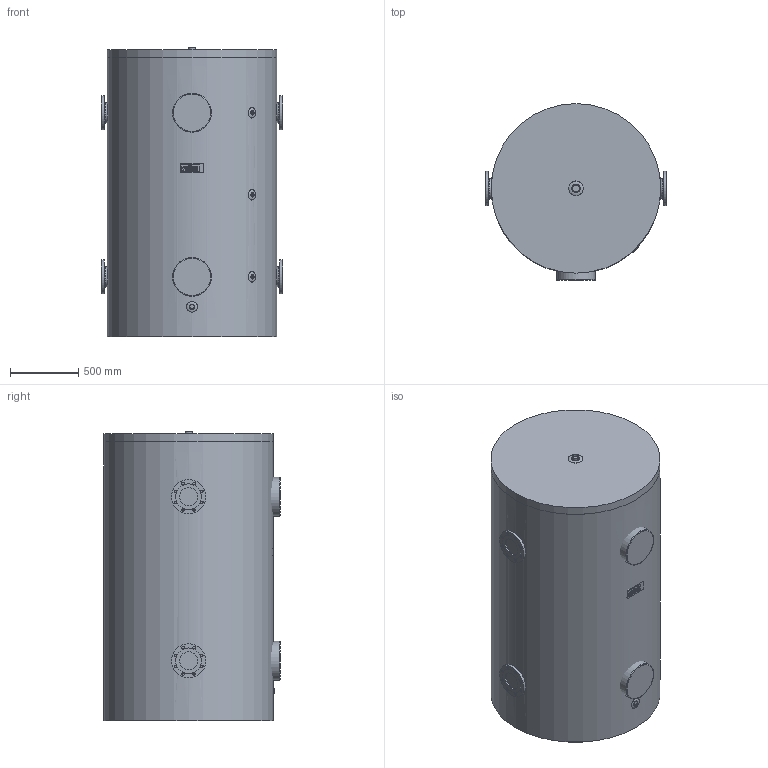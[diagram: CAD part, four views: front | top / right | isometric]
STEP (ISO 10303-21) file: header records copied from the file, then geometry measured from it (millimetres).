
FILE_DESCRIPTION(/* description */ (''),/* implementation_level */ '2;1');
FILE_NAME(/* name */ '3d_HF1500_R2_Csilver-7353800.stp',/* time_stamp */ '2021-12-15T12:03:41+01:00',/* author */ ('Andrzej'),/* organization */ (''),/* preprocessor_version */ 'ST-DEVELOPER v16.13',/* originating_system */ 'AutoCAD Mechanical',/* authorisation */ '');
FILE_SCHEMA (('AUTOMOTIVE_DESIGN { 1 0 10303 214 3 1 1 }'));
Length unit declared in the file: millimetre
Products named in the file (1): Product
Bounding box: 1324 x 1290 x 2119 mm (x, y, z)
Volume: 2373391124.8 mm3; surface area: 46245992.1 mm2
Topology: 30 solids, 50 shells, 807 faces, 1812 edges, 1195 vertices
Faces by surface type: plane 430, cylinder 259, torus 56, cone 35, sphere 15, bspline 12
Full cylindrical faces by diameter (mm): 10 x40, 11.5 x20, 18 x32, 21.3 x3, 27 x6, 28 x3, 29 x3, 33.7 x1, 35 x1, 36 x1, 40 x1, 48.3 x1, 50 x2, 55 x1, 56 x1, 131.7 x4, 139.7 x12, 180 x2, 188 x4, 190 x2, 247 x2, 250 x4, 257 x4, 260 x2, 280 x2, 284 x2, 1000 x4, 1239 x2, 1240 x2
Entity records: 24068 total; most frequent: CARTESIAN_POINT 6656, DIRECTION 3694, ORIENTED_EDGE 2972, EDGE_CURVE 1486, AXIS2_PLACEMENT_3D 1456, EDGE_LOOP 1308, VERTEX_POINT 1138, FACE_OUTER_BOUND 807
